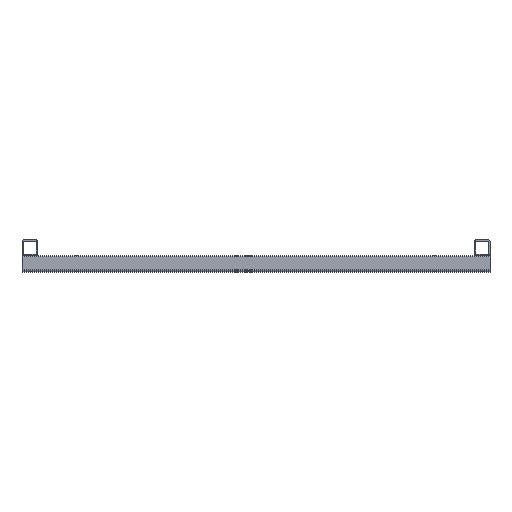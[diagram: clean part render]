
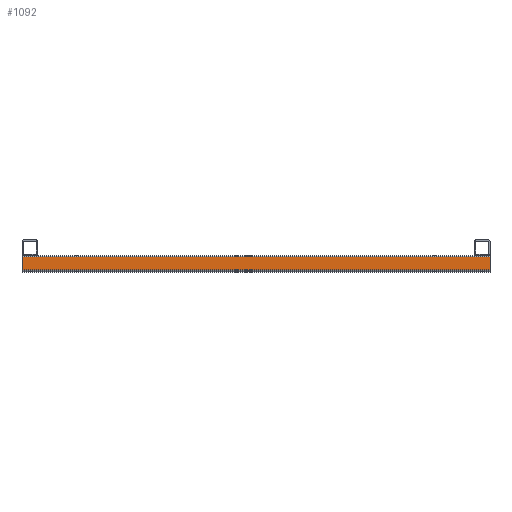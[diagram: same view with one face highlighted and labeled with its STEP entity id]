
A CAD part, top view. The second image highlights one B-rep face of the part: STEP entity #1092.
In plain terms, the highlighted face is planar.
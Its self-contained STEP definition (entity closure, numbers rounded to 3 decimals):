
#302 = EDGE_CURVE ( 'NONE', #3026, #1704, #1325, .T. ) ;
#359 = CARTESIAN_POINT ( 'NONE',  ( 20., 17., 1200. ) ) ;
#438 = DIRECTION ( 'NONE',  ( 0., -1., 0. ) ) ;
#654 = VECTOR ( 'NONE', #1852, 1000. ) ;
#664 = VERTEX_POINT ( 'NONE', #1778 ) ;
#784 = CARTESIAN_POINT ( 'NONE',  ( 20., -17., 0. ) ) ;
#866 = CARTESIAN_POINT ( 'NONE',  ( 20., 20., 1200. ) ) ;
#1061 = CARTESIAN_POINT ( 'NONE',  ( 20., 20., 0. ) ) ;
#1092 = ADVANCED_FACE ( 'NONE', ( #2726 ), #2945, .F. ) ;
#1102 = VERTEX_POINT ( 'NONE', #1706 ) ;
#1178 = ORIENTED_EDGE ( 'NONE', *, *, #2646, .T. ) ;
#1300 = DIRECTION ( 'NONE',  ( 0., 0., 1. ) ) ;
#1312 = AXIS2_PLACEMENT_3D ( 'NONE', #1931, #1714, #438 ) ;
#1325 = LINE ( 'NONE', #1061, #654 ) ;
#1409 = VECTOR ( 'NONE', #2099, 1000. ) ;
#1499 = DIRECTION ( 'NONE',  ( 0., 0., -1. ) ) ;
#1648 = LINE ( 'NONE', #2992, #3214 ) ;
#1704 = VERTEX_POINT ( 'NONE', #2216 ) ;
#1706 = CARTESIAN_POINT ( 'NONE',  ( 20., -17., 1200. ) ) ;
#1714 = DIRECTION ( 'NONE',  ( -1., 0., 0. ) ) ;
#1715 = LINE ( 'NONE', #866, #1409 ) ;
#1718 = EDGE_LOOP ( 'NONE', ( #3020, #1178, #2539, #2546 ) ) ;
#1778 = CARTESIAN_POINT ( 'NONE',  ( 20., 17., 1200. ) ) ;
#1852 = DIRECTION ( 'NONE',  ( 0., 1., 0. ) ) ;
#1931 = CARTESIAN_POINT ( 'NONE',  ( 20., 20., 1200. ) ) ;
#2099 = DIRECTION ( 'NONE',  ( 0., 1., 0. ) ) ;
#2216 = CARTESIAN_POINT ( 'NONE',  ( 20., 17., 0. ) ) ;
#2457 = VECTOR ( 'NONE', #1300, 1000. ) ;
#2492 = EDGE_CURVE ( 'NONE', #1704, #664, #2536, .T. ) ;
#2536 = LINE ( 'NONE', #359, #2457 ) ;
#2539 = ORIENTED_EDGE ( 'NONE', *, *, #302, .T. ) ;
#2546 = ORIENTED_EDGE ( 'NONE', *, *, #2492, .T. ) ;
#2646 = EDGE_CURVE ( 'NONE', #1102, #3026, #1648, .T. ) ;
#2726 = FACE_OUTER_BOUND ( 'NONE', #1718, .T. ) ;
#2839 = EDGE_CURVE ( 'NONE', #1102, #664, #1715, .T. ) ;
#2945 = PLANE ( 'NONE',  #1312 ) ;
#2992 = CARTESIAN_POINT ( 'NONE',  ( 20., -17., 1200. ) ) ;
#3020 = ORIENTED_EDGE ( 'NONE', *, *, #2839, .F. ) ;
#3026 = VERTEX_POINT ( 'NONE', #784 ) ;
#3214 = VECTOR ( 'NONE', #1499, 1000. ) ;
